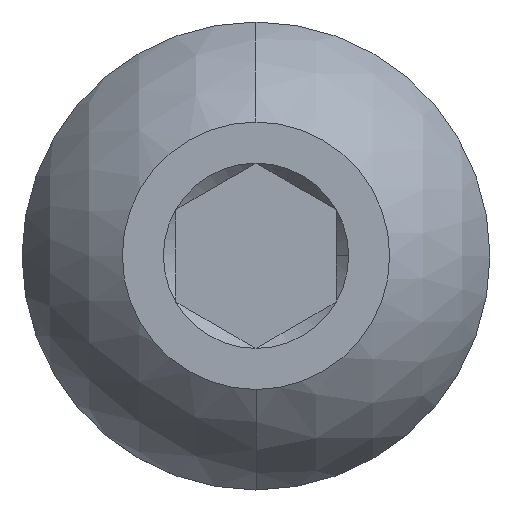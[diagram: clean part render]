
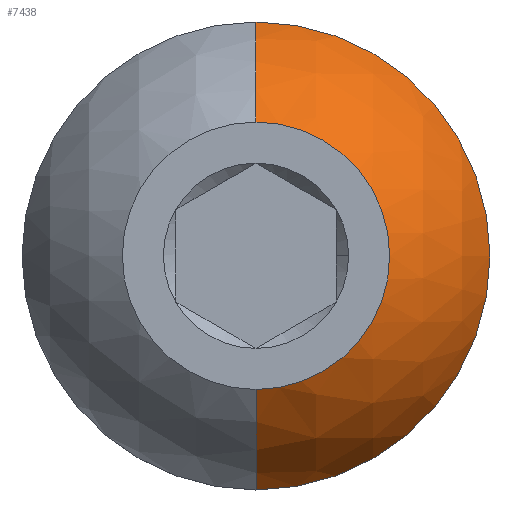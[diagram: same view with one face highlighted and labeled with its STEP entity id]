
A CAD part, top view. The second image highlights one B-rep face of the part: STEP entity #7438.
In plain terms, the highlighted spherical face has radius 9.309 mm.
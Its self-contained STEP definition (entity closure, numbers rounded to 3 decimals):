
#88 = VERTEX_POINT ( 'NONE', #6799 ) ;
#170 = EDGE_CURVE ( 'NONE', #88, #3367, #3533, .T. ) ;
#189 = DIRECTION ( 'NONE',  ( 1., 0., 0. ) ) ;
#482 = DIRECTION ( 'NONE',  ( 0., -1., 0. ) ) ;
#862 = DIRECTION ( 'NONE',  ( 0., 0., 1. ) ) ;
#1294 = ORIENTED_EDGE ( 'NONE', *, *, #2171, .T. ) ;
#1539 = CARTESIAN_POINT ( 'NONE',  ( 8.75, 0., -4.675 ) ) ;
#1600 = AXIS2_PLACEMENT_3D ( 'NONE', #6091, #4906, #6121 ) ;
#1635 = CARTESIAN_POINT ( 'NONE',  ( 0., 0., -7.852 ) ) ;
#1838 = AXIS2_PLACEMENT_3D ( 'NONE', #4255, #862, #4854 ) ;
#1892 = DIRECTION ( 'NONE',  ( 0., -1., 0. ) ) ;
#2123 = EDGE_CURVE ( 'NONE', #5826, #4652, #6978, .T. ) ;
#2171 = EDGE_CURVE ( 'NONE', #88, #5826, #6611, .T. ) ;
#2218 = ORIENTED_EDGE ( 'NONE', *, *, #2123, .T. ) ;
#2275 = EDGE_LOOP ( 'NONE', ( #1294, #2218, #6380, #3705, #6309 ) ) ;
#2604 = CARTESIAN_POINT ( 'NONE',  ( 0., 0., -4.675 ) ) ;
#2958 = CARTESIAN_POINT ( 'NONE',  ( 0., 8.75, -4.675 ) ) ;
#3038 = DIRECTION ( 'NONE',  ( 0., 0., 1. ) ) ;
#3367 = VERTEX_POINT ( 'NONE', #7343 ) ;
#3533 = CIRCLE ( 'NONE', #6099, 9.309 ) ;
#3539 = VERTEX_POINT ( 'NONE', #6995 ) ;
#3580 = CARTESIAN_POINT ( 'NONE',  ( 0., 0., 0. ) ) ;
#3705 = ORIENTED_EDGE ( 'NONE', *, *, #4595, .F. ) ;
#3937 = DIRECTION ( 'NONE',  ( -1., 0., 0. ) ) ;
#4255 = CARTESIAN_POINT ( 'NONE',  ( 0., 0., -4.675 ) ) ;
#4595 = EDGE_CURVE ( 'NONE', #3367, #3539, #5061, .T. ) ;
#4652 = VERTEX_POINT ( 'NONE', #2958 ) ;
#4713 = SPHERICAL_SURFACE ( 'NONE', #6598, 9.309 ) ;
#4729 = DIRECTION ( 'NONE',  ( 1., 0., 0. ) ) ;
#4826 = DIRECTION ( 'NONE',  ( 0., 0., 1. ) ) ;
#4854 = DIRECTION ( 'NONE',  ( 1., 0., 0. ) ) ;
#4906 = DIRECTION ( 'NONE',  ( 1., 0., 0. ) ) ;
#5061 = CIRCLE ( 'NONE', #5432, 5. ) ;
#5432 = AXIS2_PLACEMENT_3D ( 'NONE', #3580, #3038, #4729 ) ;
#5740 = AXIS2_PLACEMENT_3D ( 'NONE', #2604, #4826, #189 ) ;
#5826 = VERTEX_POINT ( 'NONE', #1539 ) ;
#5891 = DIRECTION ( 'NONE',  ( 1., 0., 0. ) ) ;
#6091 = CARTESIAN_POINT ( 'NONE',  ( 0., 0., -7.852 ) ) ;
#6099 = AXIS2_PLACEMENT_3D ( 'NONE', #1635, #3937, #482 ) ;
#6121 = DIRECTION ( 'NONE',  ( 0., 1., 0. ) ) ;
#6226 = EDGE_CURVE ( 'NONE', #4652, #3539, #6895, .T. ) ;
#6309 = ORIENTED_EDGE ( 'NONE', *, *, #170, .F. ) ;
#6380 = ORIENTED_EDGE ( 'NONE', *, *, #6226, .T. ) ;
#6598 = AXIS2_PLACEMENT_3D ( 'NONE', #7033, #5891, #1892 ) ;
#6611 = CIRCLE ( 'NONE', #1838, 8.75 ) ;
#6799 = CARTESIAN_POINT ( 'NONE',  ( 0., -8.75, -4.675 ) ) ;
#6895 = CIRCLE ( 'NONE', #1600, 9.309 ) ;
#6978 = CIRCLE ( 'NONE', #5740, 8.75 ) ;
#6995 = CARTESIAN_POINT ( 'NONE',  ( 0., 5., 0. ) ) ;
#7033 = CARTESIAN_POINT ( 'NONE',  ( 0., 0., -7.852 ) ) ;
#7343 = CARTESIAN_POINT ( 'NONE',  ( 0., -5., 0. ) ) ;
#7438 = ADVANCED_FACE ( 'NONE', ( #7467 ), #4713, .T. ) ;
#7467 = FACE_OUTER_BOUND ( 'NONE', #2275, .T. ) ;
